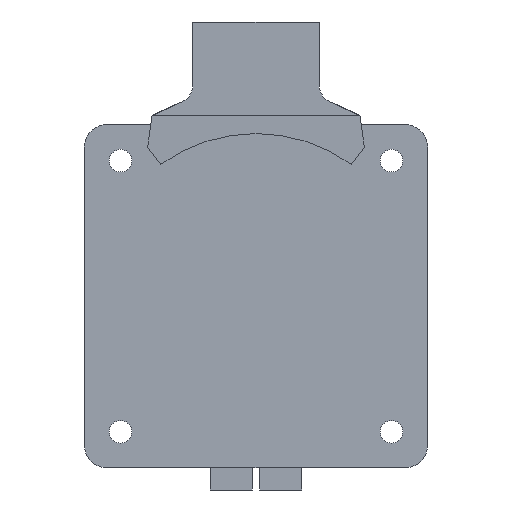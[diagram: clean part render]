
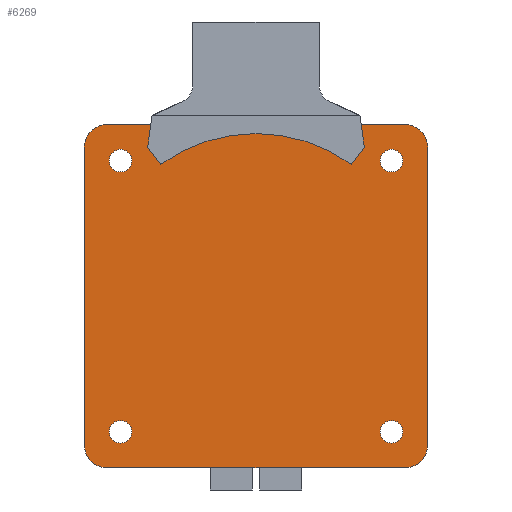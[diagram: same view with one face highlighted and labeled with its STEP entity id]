
A CAD part, front view. The second image highlights one B-rep face of the part: STEP entity #6269.
In plain terms, the highlighted planar face has unit normal (0, -1, 0).
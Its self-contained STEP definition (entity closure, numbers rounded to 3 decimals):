
#275=FACE_BOUND('',#811,.T.);
#276=FACE_BOUND('',#812,.T.);
#277=FACE_BOUND('',#813,.T.);
#278=FACE_BOUND('',#814,.T.);
#302=PLANE('',#6682);
#433=FACE_OUTER_BOUND('',#810,.T.);
#810=EDGE_LOOP('',(#4079,#4080,#4081,#4082,#4083,#4084,#4085,#4086));
#811=EDGE_LOOP('',(#4087));
#812=EDGE_LOOP('',(#4088));
#813=EDGE_LOOP('',(#4089));
#814=EDGE_LOOP('',(#4090));
#1184=LINE('',#9281,#1577);
#1189=LINE('',#9295,#1582);
#1193=LINE('',#9307,#1586);
#1197=LINE('',#9319,#1590);
#1577=VECTOR('',#7436,10.);
#1582=VECTOR('',#7449,10.);
#1586=VECTOR('',#7461,10.);
#1590=VECTOR('',#7473,10.);
#1974=CIRCLE('',#6658,1.25);
#1975=CIRCLE('',#6660,1.25);
#1976=CIRCLE('',#6662,1.25);
#1977=CIRCLE('',#6664,1.25);
#1978=CIRCLE('',#6667,2.5);
#1980=CIRCLE('',#6671,2.5);
#1982=CIRCLE('',#6675,2.5);
#1984=CIRCLE('',#6679,2.5);
#2348=VERTEX_POINT('',#9263);
#2349=VERTEX_POINT('',#9267);
#2350=VERTEX_POINT('',#9271);
#2351=VERTEX_POINT('',#9275);
#2352=VERTEX_POINT('',#9279);
#2353=VERTEX_POINT('',#9280);
#2356=VERTEX_POINT('',#9288);
#2358=VERTEX_POINT('',#9294);
#2360=VERTEX_POINT('',#9300);
#2362=VERTEX_POINT('',#9306);
#2364=VERTEX_POINT('',#9312);
#2366=VERTEX_POINT('',#9318);
#3010=EDGE_CURVE('',#2348,#2348,#1974,.T.);
#3012=EDGE_CURVE('',#2349,#2349,#1975,.T.);
#3014=EDGE_CURVE('',#2350,#2350,#1976,.T.);
#3016=EDGE_CURVE('',#2351,#2351,#1977,.T.);
#3017=EDGE_CURVE('',#2352,#2353,#1184,.T.);
#3021=EDGE_CURVE('',#2356,#2353,#1978,.T.);
#3024=EDGE_CURVE('',#2356,#2358,#1189,.T.);
#3027=EDGE_CURVE('',#2360,#2358,#1980,.T.);
#3030=EDGE_CURVE('',#2360,#2362,#1193,.T.);
#3033=EDGE_CURVE('',#2364,#2362,#1982,.T.);
#3036=EDGE_CURVE('',#2364,#2366,#1197,.T.);
#3039=EDGE_CURVE('',#2352,#2366,#1984,.T.);
#4079=ORIENTED_EDGE('',*,*,#3039,.F.);
#4080=ORIENTED_EDGE('',*,*,#3017,.T.);
#4081=ORIENTED_EDGE('',*,*,#3021,.F.);
#4082=ORIENTED_EDGE('',*,*,#3024,.T.);
#4083=ORIENTED_EDGE('',*,*,#3027,.F.);
#4084=ORIENTED_EDGE('',*,*,#3030,.T.);
#4085=ORIENTED_EDGE('',*,*,#3033,.F.);
#4086=ORIENTED_EDGE('',*,*,#3036,.T.);
#4087=ORIENTED_EDGE('',*,*,#3016,.F.);
#4088=ORIENTED_EDGE('',*,*,#3014,.F.);
#4089=ORIENTED_EDGE('',*,*,#3012,.F.);
#4090=ORIENTED_EDGE('',*,*,#3010,.F.);
#6269=ADVANCED_FACE('',(#433,#275,#276,#277,#278),#302,.F.);
#6658=AXIS2_PLACEMENT_3D('',#9265,#7417,#7418);
#6660=AXIS2_PLACEMENT_3D('',#9269,#7422,#7423);
#6662=AXIS2_PLACEMENT_3D('',#9273,#7427,#7428);
#6664=AXIS2_PLACEMENT_3D('',#9277,#7432,#7433);
#6667=AXIS2_PLACEMENT_3D('',#9289,#7442,#7443);
#6671=AXIS2_PLACEMENT_3D('',#9301,#7454,#7455);
#6675=AXIS2_PLACEMENT_3D('',#9313,#7466,#7467);
#6679=AXIS2_PLACEMENT_3D('',#9324,#7478,#7479);
#6682=AXIS2_PLACEMENT_3D('',#9327,#7484,#7485);
#7417=DIRECTION('center_axis',(0.,-1.,0.));
#7418=DIRECTION('ref_axis',(1.,0.,0.));
#7422=DIRECTION('center_axis',(0.,-1.,0.));
#7423=DIRECTION('ref_axis',(1.,0.,0.));
#7427=DIRECTION('center_axis',(0.,-1.,0.));
#7428=DIRECTION('ref_axis',(1.,0.,0.));
#7432=DIRECTION('center_axis',(0.,-1.,0.));
#7433=DIRECTION('ref_axis',(1.,0.,0.));
#7436=DIRECTION('',(0.,0.,1.));
#7442=DIRECTION('center_axis',(0.,1.,0.));
#7443=DIRECTION('ref_axis',(1.,0.,0.));
#7449=DIRECTION('',(-1.,0.,0.));
#7454=DIRECTION('center_axis',(0.,1.,0.));
#7455=DIRECTION('ref_axis',(1.,0.,0.));
#7461=DIRECTION('',(0.,0.,-1.));
#7466=DIRECTION('center_axis',(0.,1.,0.));
#7467=DIRECTION('ref_axis',(1.,0.,0.));
#7473=DIRECTION('',(1.,0.,0.));
#7478=DIRECTION('center_axis',(0.,1.,0.));
#7479=DIRECTION('ref_axis',(1.,0.,0.));
#7484=DIRECTION('center_axis',(0.,1.,0.));
#7485=DIRECTION('ref_axis',(1.,0.,0.));
#9263=CARTESIAN_POINT('',(2.75,0.,4.));
#9265=CARTESIAN_POINT('Origin',(4.,0.,4.));
#9267=CARTESIAN_POINT('',(2.75,0.,34.));
#9269=CARTESIAN_POINT('Origin',(4.,0.,34.));
#9271=CARTESIAN_POINT('',(32.75,0.,34.));
#9273=CARTESIAN_POINT('Origin',(34.,0.,34.));
#9275=CARTESIAN_POINT('',(32.75,0.,4.));
#9277=CARTESIAN_POINT('Origin',(34.,0.,4.));
#9279=CARTESIAN_POINT('',(38.,0.,2.5));
#9280=CARTESIAN_POINT('',(38.,0.,35.5));
#9281=CARTESIAN_POINT('',(38.,0.,0.));
#9288=CARTESIAN_POINT('',(35.5,0.,38.));
#9289=CARTESIAN_POINT('Origin',(35.5,0.,35.5));
#9294=CARTESIAN_POINT('',(2.5,0.,38.));
#9295=CARTESIAN_POINT('',(38.,0.,38.));
#9300=CARTESIAN_POINT('',(0.,0.,35.5));
#9301=CARTESIAN_POINT('Origin',(2.5,0.,35.5));
#9306=CARTESIAN_POINT('',(0.,0.,2.5));
#9307=CARTESIAN_POINT('',(0.,0.,38.));
#9312=CARTESIAN_POINT('',(2.5,0.,0.));
#9313=CARTESIAN_POINT('Origin',(2.5,0.,2.5));
#9318=CARTESIAN_POINT('',(35.5,0.,0.));
#9319=CARTESIAN_POINT('',(0.,0.,0.));
#9324=CARTESIAN_POINT('Origin',(35.5,0.,2.5));
#9327=CARTESIAN_POINT('Origin',(19.,0.,19.));
